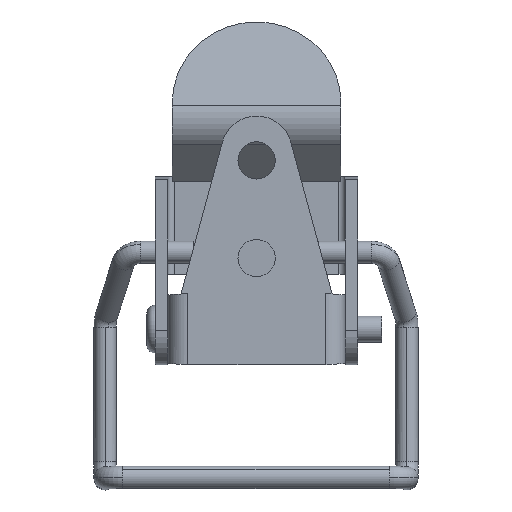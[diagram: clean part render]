
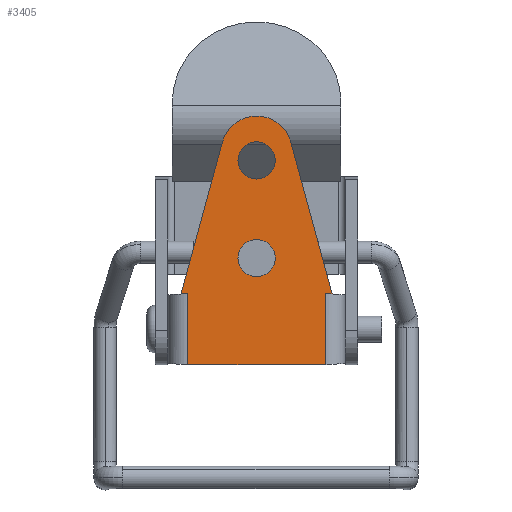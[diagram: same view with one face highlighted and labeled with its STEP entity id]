
A CAD part, front view. The second image highlights one B-rep face of the part: STEP entity #3405.
In plain terms, the highlighted planar face has unit normal (0, -1, 0).
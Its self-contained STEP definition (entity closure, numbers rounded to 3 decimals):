
#19 = CARTESIAN_POINT ( 'NONE',  ( 0., -1.5, -29.332 ) ) ;
#286 = DIRECTION ( 'NONE',  ( 0., 1., 0. ) ) ;
#288 = CARTESIAN_POINT ( 'NONE',  ( -8.5, -1.5, -39.232 ) ) ;
#290 = EDGE_CURVE ( 'NONE', #1082, #1755, #413, .T. ) ;
#329 = VERTEX_POINT ( 'NONE', #3620 ) ;
#332 = CIRCLE ( 'NONE', #3570, 2.1 ) ;
#350 = CARTESIAN_POINT ( 'NONE',  ( -3.86, -1.5, -14.182 ) ) ;
#358 = AXIS2_PLACEMENT_3D ( 'NONE', #1242, #286, #3973 ) ;
#380 = CARTESIAN_POINT ( 'NONE',  ( 7.763, -1.5, -39.232 ) ) ;
#401 = CARTESIAN_POINT ( 'NONE',  ( -7.763, -1.5, -31.232 ) ) ;
#404 = VECTOR ( 'NONE', #945, 1000. ) ;
#411 = DIRECTION ( 'NONE',  ( 0., 1., 0. ) ) ;
#413 = CIRCLE ( 'NONE', #3840, 2.1 ) ;
#458 = CARTESIAN_POINT ( 'NONE',  ( -3.86, -1.5, -14.182 ) ) ;
#461 = EDGE_CURVE ( 'NONE', #2737, #4284, #2895, .T. ) ;
#492 = EDGE_CURVE ( 'NONE', #1246, #4210, #2235, .T. ) ;
#501 = FACE_BOUND ( 'NONE', #1199, .T. ) ;
#506 = VECTOR ( 'NONE', #3318, 1000. ) ;
#513 = ORIENTED_EDGE ( 'NONE', *, *, #4172, .T. ) ;
#584 = VECTOR ( 'NONE', #3987, 1000. ) ;
#594 = CARTESIAN_POINT ( 'NONE',  ( -7.763, -1.5, -39.232 ) ) ;
#607 = DIRECTION ( 'NONE',  ( -1., 0., 0. ) ) ;
#615 = DIRECTION ( 'NONE',  ( 0., 1., 0. ) ) ;
#638 = EDGE_CURVE ( 'NONE', #329, #3576, #2140, .T. ) ;
#700 = EDGE_CURVE ( 'NONE', #1755, #1082, #2139, .T. ) ;
#704 = DIRECTION ( 'NONE',  ( 0., 0., 1. ) ) ;
#745 = LINE ( 'NONE', #3006, #4042 ) ;
#772 = VERTEX_POINT ( 'NONE', #401 ) ;
#836 = VERTEX_POINT ( 'NONE', #19 ) ;
#886 = AXIS2_PLACEMENT_3D ( 'NONE', #2813, #411, #1754 ) ;
#918 = CARTESIAN_POINT ( 'NONE',  ( 0., -1.5, -31.232 ) ) ;
#922 = CARTESIAN_POINT ( 'NONE',  ( 0., -1.5, -14.132 ) ) ;
#945 = DIRECTION ( 'NONE',  ( 1., 0., 0. ) ) ;
#986 = CARTESIAN_POINT ( 'NONE',  ( 7.763, -1.5, -31.232 ) ) ;
#1009 = DIRECTION ( 'NONE',  ( 1., 0., 0. ) ) ;
#1077 = DIRECTION ( 'NONE',  ( 0.263, 0., -0.965 ) ) ;
#1082 = VERTEX_POINT ( 'NONE', #922 ) ;
#1096 = ORIENTED_EDGE ( 'NONE', *, *, #492, .F. ) ;
#1104 = DIRECTION ( 'NONE',  ( 0., 1., 0. ) ) ;
#1135 = CARTESIAN_POINT ( 'NONE',  ( 0., -1.5, -15.232 ) ) ;
#1168 = DIRECTION ( 'NONE',  ( 0., 0., -1. ) ) ;
#1199 = EDGE_LOOP ( 'NONE', ( #2073, #1494 ) ) ;
#1242 = CARTESIAN_POINT ( 'NONE',  ( 0., -1.5, -16.232 ) ) ;
#1246 = VERTEX_POINT ( 'NONE', #380 ) ;
#1333 = CARTESIAN_POINT ( 'NONE',  ( 0., -1.5, -27.232 ) ) ;
#1350 = ORIENTED_EDGE ( 'NONE', *, *, #2552, .T. ) ;
#1388 = ORIENTED_EDGE ( 'NONE', *, *, #3530, .T. ) ;
#1410 = ORIENTED_EDGE ( 'NONE', *, *, #2551, .T. ) ;
#1428 = EDGE_CURVE ( 'NONE', #4284, #3445, #745, .T. ) ;
#1433 = EDGE_LOOP ( 'NONE', ( #1350, #513 ) ) ;
#1494 = ORIENTED_EDGE ( 'NONE', *, *, #700, .T. ) ;
#1551 = DIRECTION ( 'NONE',  ( 0., 0., -1. ) ) ;
#1626 = CARTESIAN_POINT ( 'NONE',  ( 0., -1.5, -16.232 ) ) ;
#1640 = ORIENTED_EDGE ( 'NONE', *, *, #461, .F. ) ;
#1659 = CARTESIAN_POINT ( 'NONE',  ( 0., -1.5, -31.232 ) ) ;
#1679 = CARTESIAN_POINT ( 'NONE',  ( 0., -1.5, -18.332 ) ) ;
#1727 = CARTESIAN_POINT ( 'NONE',  ( 0., -1.5, -11.232 ) ) ;
#1754 = DIRECTION ( 'NONE',  ( 0., 0., -1. ) ) ;
#1755 = VERTEX_POINT ( 'NONE', #1679 ) ;
#1793 = CARTESIAN_POINT ( 'NONE',  ( 0., -1.5, -15.232 ) ) ;
#1810 = LINE ( 'NONE', #1659, #3635 ) ;
#1950 = EDGE_LOOP ( 'NONE', ( #3821, #1388, #1410, #1096, #3862, #2882, #3077, #1640, #2874 ) ) ;
#2073 = ORIENTED_EDGE ( 'NONE', *, *, #290, .T. ) ;
#2127 = FACE_OUTER_BOUND ( 'NONE', #1950, .T. ) ;
#2133 = AXIS2_PLACEMENT_3D ( 'NONE', #1135, #2206, #1168 ) ;
#2139 = CIRCLE ( 'NONE', #358, 2.1 ) ;
#2140 = LINE ( 'NONE', #458, #584 ) ;
#2155 = LINE ( 'NONE', #2373, #506 ) ;
#2206 = DIRECTION ( 'NONE',  ( 0., -1., 0. ) ) ;
#2235 = LINE ( 'NONE', #288, #3524 ) ;
#2373 = CARTESIAN_POINT ( 'NONE',  ( 7.763, -1.5, -39.232 ) ) ;
#2463 = AXIS2_PLACEMENT_3D ( 'NONE', #1333, #1104, #704 ) ;
#2551 = EDGE_CURVE ( 'NONE', #772, #4210, #2996, .T. ) ;
#2552 = EDGE_CURVE ( 'NONE', #4228, #836, #332, .T. ) ;
#2603 = EDGE_CURVE ( 'NONE', #3554, #3445, #1810, .T. ) ;
#2686 = DIRECTION ( 'NONE',  ( 0., 1., 0. ) ) ;
#2737 = VERTEX_POINT ( 'NONE', #1727 ) ;
#2813 = CARTESIAN_POINT ( 'NONE',  ( 0., -1.5, -15.232 ) ) ;
#2849 = DIRECTION ( 'NONE',  ( 0., 1., 0. ) ) ;
#2855 = CARTESIAN_POINT ( 'NONE',  ( -7.763, -1.5, -31.232 ) ) ;
#2874 = ORIENTED_EDGE ( 'NONE', *, *, #3320, .F. ) ;
#2882 = ORIENTED_EDGE ( 'NONE', *, *, #2603, .T. ) ;
#2895 = CIRCLE ( 'NONE', #886, 4. ) ;
#2996 = LINE ( 'NONE', #2855, #3793 ) ;
#3006 = CARTESIAN_POINT ( 'NONE',  ( 3.86, -1.5, -14.182 ) ) ;
#3077 = ORIENTED_EDGE ( 'NONE', *, *, #1428, .F. ) ;
#3087 = AXIS2_PLACEMENT_3D ( 'NONE', #1793, #2849, #3875 ) ;
#3225 = LINE ( 'NONE', #918, #404 ) ;
#3318 = DIRECTION ( 'NONE',  ( 0., 0., 1. ) ) ;
#3320 = EDGE_CURVE ( 'NONE', #3576, #2737, #4126, .T. ) ;
#3349 = EDGE_CURVE ( 'NONE', #1246, #3554, #2155, .T. ) ;
#3364 = CARTESIAN_POINT ( 'NONE',  ( 8.5, -1.5, -31.232 ) ) ;
#3377 = FACE_BOUND ( 'NONE', #1433, .T. ) ;
#3405 = ADVANCED_FACE ( 'NONE', ( #3377, #501, #2127 ), #3755, .T. ) ;
#3421 = CIRCLE ( 'NONE', #2463, 2.1 ) ;
#3445 = VERTEX_POINT ( 'NONE', #3364 ) ;
#3524 = VECTOR ( 'NONE', #607, 1000. ) ;
#3530 = EDGE_CURVE ( 'NONE', #329, #772, #3225, .T. ) ;
#3542 = DIRECTION ( 'NONE',  ( 0., 0., 1. ) ) ;
#3554 = VERTEX_POINT ( 'NONE', #986 ) ;
#3570 = AXIS2_PLACEMENT_3D ( 'NONE', #3728, #615, #4278 ) ;
#3576 = VERTEX_POINT ( 'NONE', #350 ) ;
#3608 = CARTESIAN_POINT ( 'NONE',  ( 3.86, -1.5, -14.182 ) ) ;
#3620 = CARTESIAN_POINT ( 'NONE',  ( -8.5, -1.5, -31.232 ) ) ;
#3635 = VECTOR ( 'NONE', #1009, 1000. ) ;
#3728 = CARTESIAN_POINT ( 'NONE',  ( 0., -1.5, -27.232 ) ) ;
#3739 = CARTESIAN_POINT ( 'NONE',  ( 0., -1.5, -25.132 ) ) ;
#3755 = PLANE ( 'NONE',  #2133 ) ;
#3793 = VECTOR ( 'NONE', #1551, 1000. ) ;
#3821 = ORIENTED_EDGE ( 'NONE', *, *, #638, .F. ) ;
#3840 = AXIS2_PLACEMENT_3D ( 'NONE', #1626, #2686, #3542 ) ;
#3862 = ORIENTED_EDGE ( 'NONE', *, *, #3349, .T. ) ;
#3875 = DIRECTION ( 'NONE',  ( 0., 0., -1. ) ) ;
#3973 = DIRECTION ( 'NONE',  ( 0., 0., 1. ) ) ;
#3987 = DIRECTION ( 'NONE',  ( 0.263, 0., 0.965 ) ) ;
#4042 = VECTOR ( 'NONE', #1077, 1000. ) ;
#4126 = CIRCLE ( 'NONE', #3087, 4. ) ;
#4172 = EDGE_CURVE ( 'NONE', #836, #4228, #3421, .T. ) ;
#4210 = VERTEX_POINT ( 'NONE', #594 ) ;
#4228 = VERTEX_POINT ( 'NONE', #3739 ) ;
#4278 = DIRECTION ( 'NONE',  ( 0., 0., 1. ) ) ;
#4284 = VERTEX_POINT ( 'NONE', #3608 ) ;
